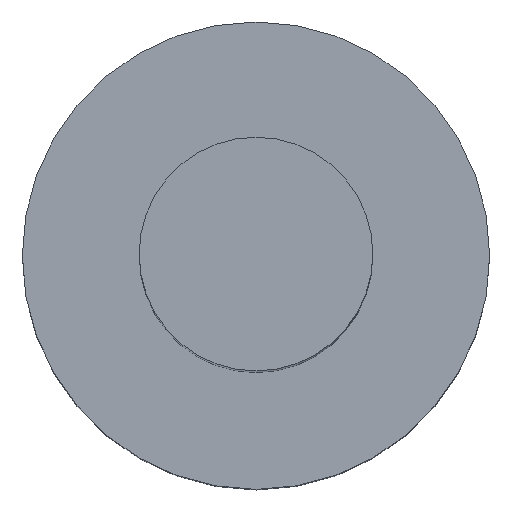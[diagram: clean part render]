
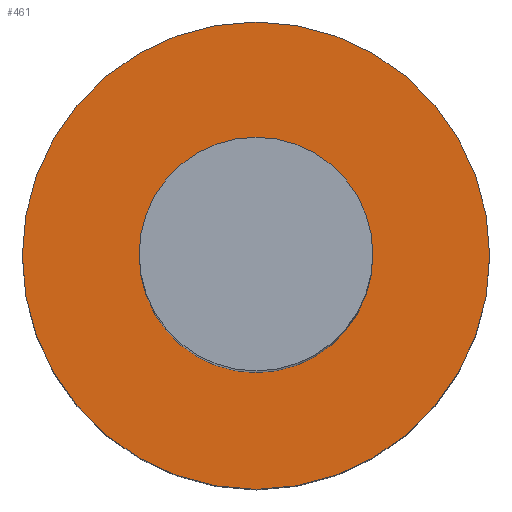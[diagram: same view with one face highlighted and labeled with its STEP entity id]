
A CAD part, top view. The second image highlights one B-rep face of the part: STEP entity #461.
In plain terms, the highlighted planar face has unit normal (0, 0, 1).
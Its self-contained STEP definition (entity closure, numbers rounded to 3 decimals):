
#376=CARTESIAN_POINT('POINT27',(2.,0.,0.));
#377=VERTEX_POINT('VERTEX27',#376);
#384=CARTESIAN_POINT('POINT28',(-2.,0.,
   0.));
#385=VERTEX_POINT('VERTEX28',#384);
#386=CARTESIAN_POINT('POS41',(0.,0.,0.));
#387=DIRECTION('DIR52',(0.,0.,1.));
#388=DIRECTION('DIR53',(1.,0.,0.));
#389=AXIS2_PLACEMENT_3D('AXIS12',#386,#387,#388);
#390=CIRCLE('ELLIPSE2',#389,2.);
#391=EDGE_CURVE('EDGE40',#385,#377,#390,.T.);
#411=EDGE_CURVE('EDGE42',#377,#385,#390,.T.);
#437=ORIENTED_EDGE('COEDGE85',*,*,#411,.T.);
#438=ORIENTED_EDGE('COEDGE86',*,*,#391,.T.);
#439=EDGE_LOOP('NONE',(#437,#438));
#440=FACE_BOUND('LOOP1',#439,.T.);
#441=CARTESIAN_POINT('POINT31',(1.,0.,0.));
#442=VERTEX_POINT('VERTEX31',#441);
#443=CARTESIAN_POINT('POINT32',(-1.,0.,0.
   ));
#444=VERTEX_POINT('VERTEX32',#443);
#445=CARTESIAN_POINT('POS46',(0.,0.,0.));
#446=DIRECTION('DIR61',(0.,0.,-1.));
#447=DIRECTION('DIR62',(1.,0.,0.));
#448=AXIS2_PLACEMENT_3D('AXIS16',#445,#446,#447);
#449=CIRCLE('ELLIPSE4',#448,1.);
#450=EDGE_CURVE('EDGE45',#442,#444,#449,.T.);
#451=ORIENTED_EDGE('COEDGE87',*,*,#450,.T.);
#452=EDGE_CURVE('EDGE46',#444,#442,#449,.T.);
#453=ORIENTED_EDGE('COEDGE88',*,*,#452,.T.);
#454=EDGE_LOOP('NONE',(#451,#453));
#455=FACE_BOUND('LOOP1',#454,.T.);
#456=CARTESIAN_POINT('POS47',(0.,0.,0.));
#457=DIRECTION('DIR63',(0.,0.,1.));
#458=DIRECTION('DIR64',(1.,0.,0.));
#459=AXIS2_PLACEMENT_3D('AXIS17',#456,#457,#458);
#460=PLANE('PLANE12',#459);
#461=ADVANCED_FACE('FACE18',(#440,#455),#460,.T.);
